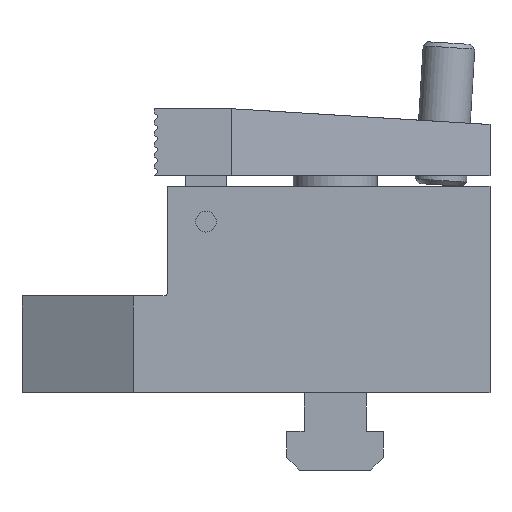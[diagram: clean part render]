
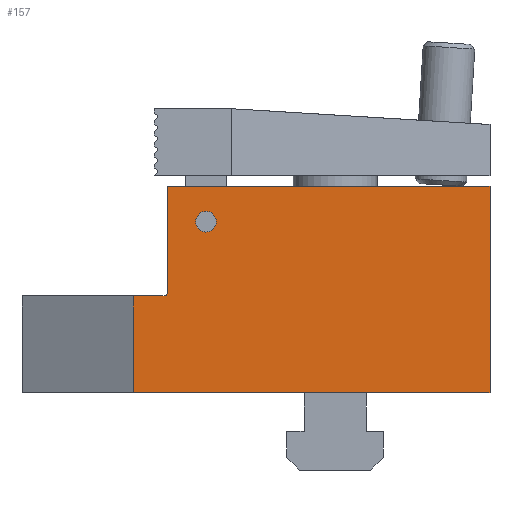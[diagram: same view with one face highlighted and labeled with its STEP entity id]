
A CAD part, front view. The second image highlights one B-rep face of the part: STEP entity #157.
In plain terms, the highlighted planar face has unit normal (0, -1, 0).
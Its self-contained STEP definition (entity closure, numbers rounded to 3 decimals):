
#157=ADVANCED_FACE('',(#313,#314),#315,.T.);
#313=FACE_BOUND('',#604,.T.);
#314=FACE_OUTER_BOUND('',#605,.T.);
#315=PLANE('',#606);
#604=EDGE_LOOP('',(#981,#982));
#605=EDGE_LOOP('',(#983,#984,#985,#986,#987,#988,#989));
#606=AXIS2_PLACEMENT_3D('',#990,#991,#992);
#981=ORIENTED_EDGE('',*,*,#1984,.T.);
#982=ORIENTED_EDGE('',*,*,#1941,.T.);
#983=ORIENTED_EDGE('',*,*,#1981,.T.);
#984=ORIENTED_EDGE('',*,*,#1978,.F.);
#985=ORIENTED_EDGE('',*,*,#1985,.T.);
#986=ORIENTED_EDGE('',*,*,#1986,.T.);
#987=ORIENTED_EDGE('',*,*,#1987,.F.);
#988=ORIENTED_EDGE('',*,*,#1988,.F.);
#989=ORIENTED_EDGE('',*,*,#1967,.F.);
#990=CARTESIAN_POINT('',(24.0,-16.0,0.0));
#991=DIRECTION('',(0.0,-1.0,0.0));
#992=DIRECTION('',(0.0,0.0,-1.0));
#1941=EDGE_CURVE('',#2278,#2282,#2284,.T.);
#1967=EDGE_CURVE('',#2326,#2328,#2329,.T.);
#1978=EDGE_CURVE('',#2347,#2338,#2349,.T.);
#1981=EDGE_CURVE('',#2326,#2338,#2352,.T.);
#1984=EDGE_CURVE('',#2282,#2278,#2355,.T.);
#1985=EDGE_CURVE('',#2347,#2356,#2357,.T.);
#1986=EDGE_CURVE('',#2356,#2358,#2359,.T.);
#1987=EDGE_CURVE('',#2360,#2358,#2361,.T.);
#1988=EDGE_CURVE('',#2328,#2360,#2362,.T.);
#2278=VERTEX_POINT('',#2832);
#2282=VERTEX_POINT('',#2837);
#2284=CIRCLE('',#2840,1.6);
#2326=VERTEX_POINT('',#2892);
#2328=VERTEX_POINT('',#2895);
#2329=LINE('',#2896,#2897);
#2338=VERTEX_POINT('',#2910);
#2347=VERTEX_POINT('',#2923);
#2349=LINE('',#2926,#2927);
#2352=LINE('',#2931,#2932);
#2355=CIRCLE('',#2937,1.6);
#2356=VERTEX_POINT('',#2938);
#2357=LINE('',#2939,#2940);
#2358=VERTEX_POINT('',#2941);
#2359=LINE('',#2942,#2943);
#2360=VERTEX_POINT('',#2944);
#2361=LINE('',#2945,#2946);
#2362=CIRCLE('',#2947,0.5);
#2832=CARTESIAN_POINT('',(-18.4,-16.0,6.5));
#2837=CARTESIAN_POINT('',(-21.6,-16.0,6.5));
#2840=AXIS2_PLACEMENT_3D('',#3728,#3729,#3730);
#2892=CARTESIAN_POINT('',(-31.266,-16.0,-5.));
#2895=CARTESIAN_POINT('',(-26.5,-16.0,-5.));
#2896=CARTESIAN_POINT('',(-19.375,-16.0,-5.0));
#2897=VECTOR('',#3784,10.0);
#2910=CARTESIAN_POINT('',(-31.266,-16.0,-20.0));
#2923=CARTESIAN_POINT('',(24.0,-16.0,-20.0));
#2926=CARTESIAN_POINT('',(-30.375,-16.0,-20.0));
#2927=VECTOR('',#3797,10.0);
#2931=CARTESIAN_POINT('',(-31.266,-16.0,-10.));
#2932=VECTOR('',#3802,10.0);
#2937=AXIS2_PLACEMENT_3D('',#3805,#3806,#3807);
#2938=CARTESIAN_POINT('',(24.0,-16.0,12.0));
#2939=CARTESIAN_POINT('',(24.0,-16.0,0.0));
#2940=VECTOR('',#3808,12.0);
#2941=CARTESIAN_POINT('',(-26.0,-16.0,12.0));
#2942=CARTESIAN_POINT('',(24.0,-16.0,12.0));
#2943=VECTOR('',#3809,50.0);
#2944=CARTESIAN_POINT('',(-26.0,-16.0,-4.5));
#2945=CARTESIAN_POINT('',(-26.0,-16.0,0.0));
#2946=VECTOR('',#3810,12.0);
#2947=AXIS2_PLACEMENT_3D('',#3811,#3812,#3813);
#3728=CARTESIAN_POINT('',(-20.0,-16.0,6.5));
#3729=DIRECTION('',(-0.0,1.0,0.0));
#3730=DIRECTION('',(1.0,0.0,0.0));
#3784=DIRECTION('',(1.0,0.0,0.));
#3797=DIRECTION('',(-1.0,0.0,0.));
#3802=DIRECTION('',(0.,-0.0,-1.0));
#3805=CARTESIAN_POINT('',(-20.0,-16.0,6.5));
#3806=DIRECTION('',(-0.0,1.0,0.0));
#3807=DIRECTION('',(1.0,0.0,0.0));
#3808=DIRECTION('',(0.0,0.0,1.0));
#3809=DIRECTION('',(-1.0,0.0,0.0));
#3810=DIRECTION('',(0.0,0.0,1.0));
#3811=CARTESIAN_POINT('',(-26.5,-16.0,-4.5));
#3812=DIRECTION('',(0.0,-1.0,-0.0));
#3813=DIRECTION('',(-1.0,0.0,0.));
